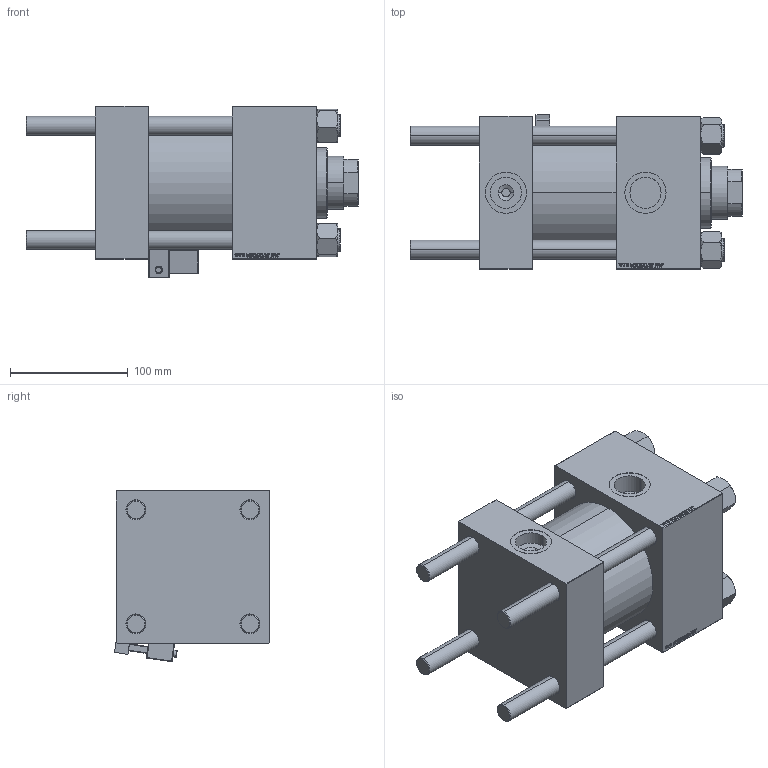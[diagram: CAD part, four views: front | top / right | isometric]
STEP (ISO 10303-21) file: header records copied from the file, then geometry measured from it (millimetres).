
FILE_DESCRIPTION (( 'STEP AP203' ), '1' );
FILE_NAME ('76f7.STEP', '2022-04-15T08:50:23', ( '' ), ( '' ), 'SwSTEP 2.0', 'SolidWorks 2019', '' );
FILE_SCHEMA (( 'CONFIG_CONTROL_DESIGN' ));
Length unit declared in the file: millimetre
Products named in the file (7): V215CR_MSU cd4c297b789cee8d068fae6be23a9e01; CR025_012_A_0_G_A_G_M_020_+#_##_TYCINKA cd4c297b789cee8d068fae6be23a9e01; V215CR_VCP cd4c297b789cee8d068fae6be23a9e01; V215CR_BODY_A cd4c297b789cee8d068fae6be23a9e01; V215_VC_A cd4c297b789cee8d068fae6be23a9e01; NUT_M5 cd4c297b789cee8d068fae6be23a9e01; 76f7
Assembly tree (12 placements, depth 2):
  76f7
    V215CR_BODY_A cd4c297b789cee8d068fae6be23a9e01
    CR025_012_A_0_G_A_G_M_020_+#_##_TYCINKA cd4c297b789cee8d068fae6be23a9e01  x4
    NUT_M5 cd4c297b789cee8d068fae6be23a9e01  x4
    V215CR_VCP cd4c297b789cee8d068fae6be23a9e01
    V215_VC_A cd4c297b789cee8d068fae6be23a9e01
    V215CR_MSU cd4c297b789cee8d068fae6be23a9e01
Bounding box: 282 x 131.61 x 145.49 mm (x, y, z)
Volume: 2525200.9 mm3; surface area: 359915 mm2
Topology: 12 solids, 12 shells, 1265 faces, 3189 edges, 2055 vertices
Faces by surface type: plane 599, bspline 392, cone 136, cylinder 112, torus 14, sphere 12
Entity records: 52548 total; most frequent: CARTESIAN_POINT 27419, ORIENTED_EDGE 5618, DIRECTION 3737, EDGE_CURVE 2809, VERTEX_POINT 1833, LINE 1707, VECTOR 1707, EDGE_LOOP 1244
